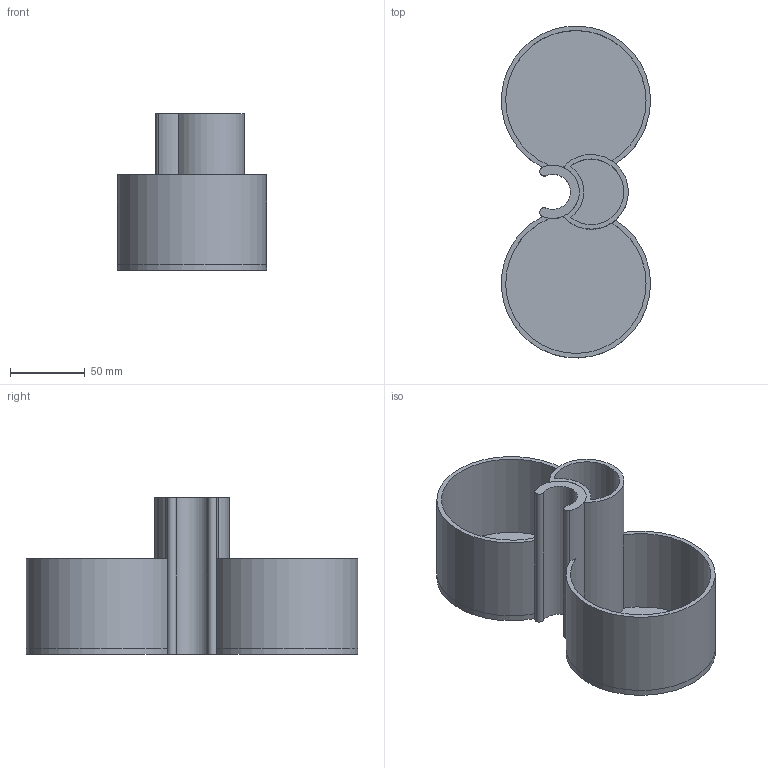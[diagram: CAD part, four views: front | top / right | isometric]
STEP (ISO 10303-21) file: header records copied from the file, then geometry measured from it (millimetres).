
FILE_DESCRIPTION(('FreeCAD Model'),'2;1');
FILE_NAME('Open CASCADE Shape Model','2023-12-12T08:47:12',(''),(''), 'Open CASCADE STEP processor 7.6','FreeCAD','Unknown');
FILE_SCHEMA(('AUTOMOTIVE_DESIGN { 1 0 10303 214 1 1 1 1 }'));
Length unit declared in the file: millimetre
Products named in the file (8): Pencil_Holder; Cup; Body001; Body002; Part002; Body004; Part003; Body005
Assembly tree (7 placements, depth 3):
  Pencil_Holder
    Cup
      Body001
      Body002
    Part002
      Body004
    Part003
      Body005
Bounding box: 99.84 x 222.3 x 105 mm (x, y, z)
Volume: 245080.7 mm3; surface area: 144260.8 mm2
Topology: 4 solids, 4 shells, 33 faces, 64 edges, 40 vertices
Faces by surface type: cylinder 22, plane 11
Entity records: 1860 total; most frequent: DIRECTION 316, CARTESIAN_POINT 273, ORIENTED_EDGE 128, PCURVE 128, DEFINITIONAL_REPRESENTATION 128, LINE 114, VECTOR 114, AXIS2_PLACEMENT_3D 83
